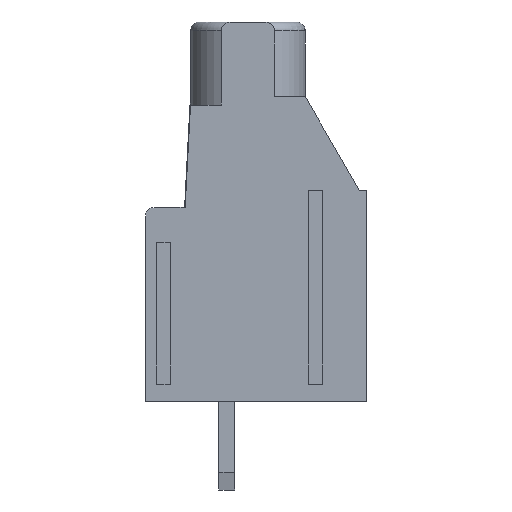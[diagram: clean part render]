
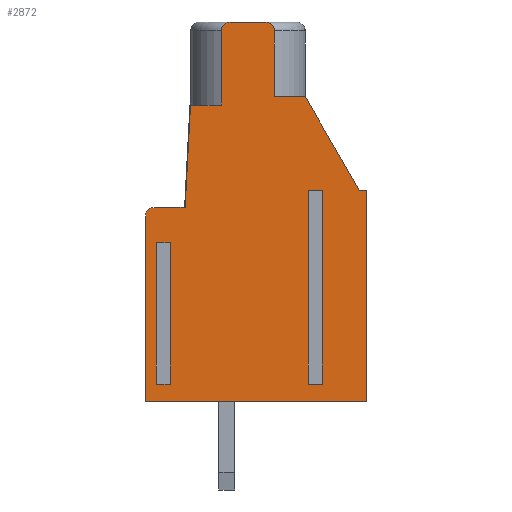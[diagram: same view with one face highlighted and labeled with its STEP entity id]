
A CAD part, left-side view. The second image highlights one B-rep face of the part: STEP entity #2872.
In plain terms, the highlighted planar face has unit normal (-1, 0, 0).
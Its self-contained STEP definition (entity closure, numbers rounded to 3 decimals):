
#2872=ADVANCED_FACE('',(#5781,#5782,#5783),#5784,.T.);
#5781=FACE_OUTER_BOUND('',#8911,.T.);
#5782=FACE_BOUND('',#8912,.T.);
#5783=FACE_BOUND('',#8913,.T.);
#5784=PLANE('',#8914);
#8911=EDGE_LOOP('',(#18388,#18389,#18390,#18391,#18392,#18393,#18394,#18395,#18396,#18397,#18398,#18399,#18400,#18401,#18402));
#8912=EDGE_LOOP('',(#18403,#18404,#18405,#18406));
#8913=EDGE_LOOP('',(#18407,#18408,#18409,#18410));
#8914=AXIS2_PLACEMENT_3D('',#18411,#18412,#18413);
#18388=ORIENTED_EDGE('',*,*,#21967,.F.);
#18389=ORIENTED_EDGE('',*,*,#21943,.T.);
#18390=ORIENTED_EDGE('',*,*,#21834,.F.);
#18391=ORIENTED_EDGE('',*,*,#21830,.T.);
#18392=ORIENTED_EDGE('',*,*,#21832,.T.);
#18393=ORIENTED_EDGE('',*,*,#21824,.T.);
#18394=ORIENTED_EDGE('',*,*,#21810,.F.);
#18395=ORIENTED_EDGE('',*,*,#21822,.T.);
#18396=ORIENTED_EDGE('',*,*,#21817,.T.);
#18397=ORIENTED_EDGE('',*,*,#21843,.F.);
#18398=ORIENTED_EDGE('',*,*,#22018,.F.);
#18399=ORIENTED_EDGE('',*,*,#21601,.T.);
#18400=ORIENTED_EDGE('',*,*,#21627,.T.);
#18401=ORIENTED_EDGE('',*,*,#21848,.F.);
#18402=ORIENTED_EDGE('',*,*,#21970,.F.);
#18403=ORIENTED_EDGE('',*,*,#21924,.T.);
#18404=ORIENTED_EDGE('',*,*,#21915,.F.);
#18405=ORIENTED_EDGE('',*,*,#21935,.T.);
#18406=ORIENTED_EDGE('',*,*,#21990,.T.);
#18407=ORIENTED_EDGE('',*,*,#21893,.T.);
#18408=ORIENTED_EDGE('',*,*,#22007,.T.);
#18409=ORIENTED_EDGE('',*,*,#21953,.T.);
#18410=ORIENTED_EDGE('',*,*,#21885,.F.);
#18411=CARTESIAN_POINT('',(0.0,5.408,10.54));
#18412=DIRECTION('',(-1.0,0.0,0.0));
#18413=DIRECTION('',(0.0,0.0,1.0));
#21601=EDGE_CURVE('',#26779,#26777,#26780,.T.);
#21627=EDGE_CURVE('',#26777,#26807,#26809,.T.);
#21810=EDGE_CURVE('',#27071,#27072,#27073,.T.);
#21817=EDGE_CURVE('',#27082,#27080,#27083,.T.);
#21822=EDGE_CURVE('',#27071,#27082,#27088,.T.);
#21824=EDGE_CURVE('',#27090,#27072,#27091,.T.);
#21830=EDGE_CURVE('',#27095,#27097,#27099,.T.);
#21832=EDGE_CURVE('',#27097,#27090,#27101,.T.);
#21834=EDGE_CURVE('',#27095,#27103,#27104,.T.);
#21843=EDGE_CURVE('',#27116,#27080,#27118,.T.);
#21848=EDGE_CURVE('',#27124,#26807,#27126,.T.);
#21885=EDGE_CURVE('',#27181,#27183,#27184,.T.);
#21893=EDGE_CURVE('',#27181,#27195,#27197,.T.);
#21915=EDGE_CURVE('',#27229,#27231,#27232,.T.);
#21924=EDGE_CURVE('',#27245,#27231,#27246,.T.);
#21935=EDGE_CURVE('',#27229,#27259,#27261,.T.);
#21943=EDGE_CURVE('',#27271,#27103,#27272,.T.);
#21953=EDGE_CURVE('',#27285,#27183,#27286,.T.);
#21967=EDGE_CURVE('',#27271,#27303,#27304,.T.);
#21970=EDGE_CURVE('',#27303,#27124,#27307,.T.);
#21990=EDGE_CURVE('',#27259,#27245,#27334,.T.);
#22007=EDGE_CURVE('',#27195,#27285,#27351,.T.);
#22018=EDGE_CURVE('',#26779,#27116,#27362,.T.);
#26777=VERTEX_POINT('',#34935);
#26779=VERTEX_POINT('',#34938);
#26780=LINE('',#34939,#34940);
#26807=VERTEX_POINT('',#34969);
#26809=LINE('',#34972,#34973);
#27071=VERTEX_POINT('',#35481);
#27072=VERTEX_POINT('',#35482);
#27073=LINE('',#35483,#35484);
#27080=VERTEX_POINT('',#35494);
#27082=VERTEX_POINT('',#35497);
#27083=LINE('',#35498,#35499);
#27088=CIRCLE('',#35505,0.5);
#27090=VERTEX_POINT('',#35507);
#27091=LINE('',#35508,#35509);
#27095=VERTEX_POINT('',#35514);
#27097=VERTEX_POINT('',#35517);
#27099=LINE('',#35520,#35521);
#27101=LINE('',#35523,#35524);
#27103=VERTEX_POINT('',#35526);
#27104=LINE('',#35527,#35528);
#27116=VERTEX_POINT('',#35546);
#27118=CIRCLE('',#35549,0.5);
#27124=VERTEX_POINT('',#35557);
#27126=LINE('',#35560,#35561);
#27181=VERTEX_POINT('',#35641);
#27183=VERTEX_POINT('',#35644);
#27184=LINE('',#35645,#35646);
#27195=VERTEX_POINT('',#35662);
#27197=LINE('',#35665,#35666);
#27229=VERTEX_POINT('',#35711);
#27231=VERTEX_POINT('',#35714);
#27232=LINE('',#35715,#35716);
#27245=VERTEX_POINT('',#35735);
#27246=LINE('',#35736,#35737);
#27259=VERTEX_POINT('',#35756);
#27261=LINE('',#35759,#35760);
#27271=VERTEX_POINT('',#35774);
#27272=LINE('',#35775,#35776);
#27285=VERTEX_POINT('',#35796);
#27286=LINE('',#35797,#35798);
#27303=VERTEX_POINT('',#35824);
#27304=LINE('',#35825,#35826);
#27307=CIRCLE('',#35830,0.5);
#27334=LINE('',#35870,#35871);
#27351=LINE('',#35895,#35896);
#27362=LINE('',#35909,#35910);
#34935=CARTESIAN_POINT('',(0.0,9.97,16.8));
#34938=CARTESIAN_POINT('',(0.0,8.22,16.8));
#34939=CARTESIAN_POINT('',(0.0,-38.305,16.8));
#34940=VECTOR('',#38428,1.0);
#34969=CARTESIAN_POINT('',(0.0,10.274,11.0));
#34972=CARTESIAN_POINT('',(0.0,10.922,-1.363));
#34973=VECTOR('',#38438,1.0);
#35481=CARTESIAN_POINT('',(0.0,5.22,21.0));
#35482=CARTESIAN_POINT('',(0.0,5.22,17.267));
#35483=CARTESIAN_POINT('',(0.0,5.22,-1.363));
#35484=VECTOR('',#38586,1.0);
#35494=CARTESIAN_POINT('',(0.0,7.72,21.5));
#35497=CARTESIAN_POINT('',(0.0,5.72,21.5));
#35498=CARTESIAN_POINT('',(0.0,-38.305,21.5));
#35499=VECTOR('',#38594,1.0);
#35505=AXIS2_PLACEMENT_3D('',#38602,#38603,#38604);
#35507=CARTESIAN_POINT('',(0.0,3.47,17.267));
#35508=CARTESIAN_POINT('',(0.0,-38.305,17.267));
#35509=VECTOR('',#38605,1.0);
#35514=CARTESIAN_POINT('',(0.0,0.0,11.95));
#35517=CARTESIAN_POINT('',(0.0,0.4,11.95));
#35520=CARTESIAN_POINT('',(0.0,-38.305,11.95));
#35521=VECTOR('',#38612,1.0);
#35523=CARTESIAN_POINT('',(0.0,-7.286,-1.363));
#35524=VECTOR('',#38613,1.0);
#35526=CARTESIAN_POINT('',(0.0,0.0,0.0));
#35527=CARTESIAN_POINT('',(0.0,0.0,-1.363));
#35528=VECTOR('',#38614,1.0);
#35546=CARTESIAN_POINT('',(0.0,8.22,21.0));
#35549=AXIS2_PLACEMENT_3D('',#38622,#38623,#38624);
#35557=CARTESIAN_POINT('',(0.0,12.02,11.0));
#35560=CARTESIAN_POINT('',(0.0,-38.305,11.0));
#35561=VECTOR('',#38628,1.0);
#35641=CARTESIAN_POINT('',(0.0,11.707,1.0));
#35644=CARTESIAN_POINT('',(0.0,11.293,1.0));
#35645=CARTESIAN_POINT('',(0.0,-38.305,1.0));
#35646=VECTOR('',#38661,1.0);
#35662=CARTESIAN_POINT('',(0.0,11.707,9.0));
#35665=CARTESIAN_POINT('',(0.0,11.707,-1.363));
#35666=VECTOR('',#38668,1.0);
#35711=CARTESIAN_POINT('',(0.0,3.107,1.0));
#35714=CARTESIAN_POINT('',(0.0,2.693,1.0));
#35715=CARTESIAN_POINT('',(0.0,-38.305,1.0));
#35716=VECTOR('',#38689,1.0);
#35735=CARTESIAN_POINT('',(0.0,2.693,11.95));
#35736=CARTESIAN_POINT('',(0.0,2.693,-1.363));
#35737=VECTOR('',#38696,1.0);
#35756=CARTESIAN_POINT('',(0.0,3.107,11.95));
#35759=CARTESIAN_POINT('',(0.0,3.107,-1.363));
#35760=VECTOR('',#38704,1.0);
#35774=CARTESIAN_POINT('',(0.0,12.52,0.0));
#35775=CARTESIAN_POINT('',(0.0,-38.305,0.0));
#35776=VECTOR('',#38709,1.0);
#35796=CARTESIAN_POINT('',(0.0,11.293,9.0));
#35797=CARTESIAN_POINT('',(0.0,11.293,-1.363));
#35798=VECTOR('',#38717,1.0);
#35824=CARTESIAN_POINT('',(0.0,12.52,10.5));
#35825=CARTESIAN_POINT('',(0.0,12.52,-1.363));
#35826=VECTOR('',#38727,1.0);
#35830=AXIS2_PLACEMENT_3D('',#38729,#38730,#38731);
#35870=CARTESIAN_POINT('',(0.0,-38.305,11.95));
#35871=VECTOR('',#38745,1.0);
#35895=CARTESIAN_POINT('',(0.0,-38.305,9.0));
#35896=VECTOR('',#38753,1.0);
#35909=CARTESIAN_POINT('',(0.0,8.22,-1.363));
#35910=VECTOR('',#38756,1.0);
#38428=DIRECTION('',(0.0,1.0,0.0));
#38438=DIRECTION('',(0.0,0.052,-0.999));
#38586=DIRECTION('',(0.0,0.0,-1.0));
#38594=DIRECTION('',(0.0,1.0,0.0));
#38602=CARTESIAN_POINT('',(0.0,5.72,21.0));
#38603=DIRECTION('',(-1.0,0.,0.0));
#38604=DIRECTION('',(0.,-1.0,0.0));
#38605=DIRECTION('',(0.0,1.0,0.0));
#38612=DIRECTION('',(0.0,1.0,0.0));
#38613=DIRECTION('',(0.0,0.5,0.866));
#38614=DIRECTION('',(0.0,0.0,-1.0));
#38622=CARTESIAN_POINT('',(0.0,7.72,21.0));
#38623=DIRECTION('',(1.0,0.,0.0));
#38624=DIRECTION('',(0.,1.0,0.0));
#38628=DIRECTION('',(0.0,-1.0,0.0));
#38661=DIRECTION('',(0.0,-1.0,0.0));
#38668=DIRECTION('',(0.0,0.0,1.0));
#38689=DIRECTION('',(0.0,-1.0,0.0));
#38696=DIRECTION('',(0.0,0.0,-1.0));
#38704=DIRECTION('',(0.0,0.0,1.0));
#38709=DIRECTION('',(0.0,-1.0,0.0));
#38717=DIRECTION('',(0.0,0.0,-1.0));
#38727=DIRECTION('',(0.0,0.0,1.0));
#38729=CARTESIAN_POINT('',(0.0,12.02,10.5));
#38730=DIRECTION('',(1.0,0.0,0.0));
#38731=DIRECTION('',(0.0,1.0,0.0));
#38745=DIRECTION('',(0.0,-1.0,0.0));
#38753=DIRECTION('',(0.0,-1.0,0.0));
#38756=DIRECTION('',(0.0,0.0,1.0));
